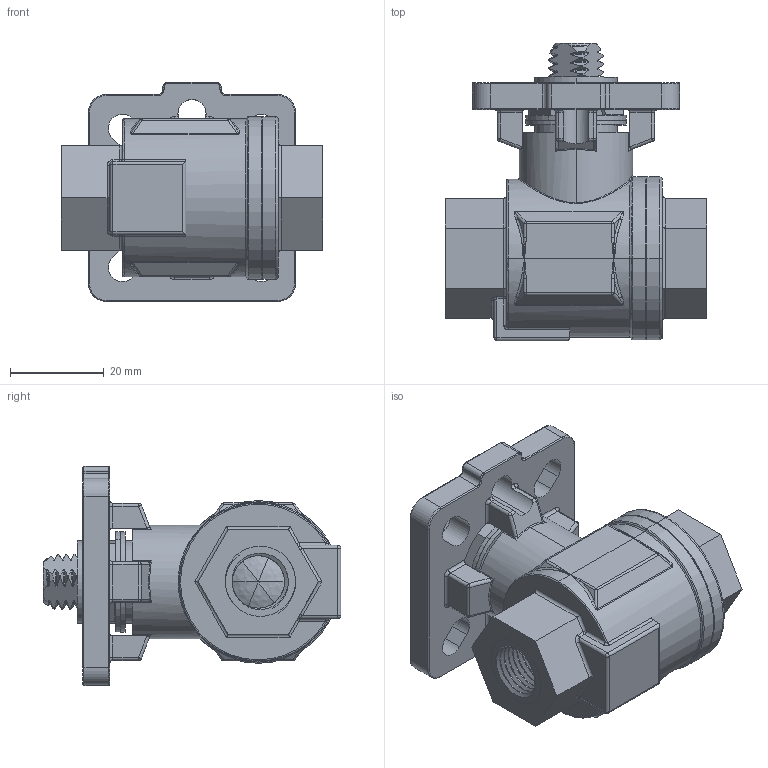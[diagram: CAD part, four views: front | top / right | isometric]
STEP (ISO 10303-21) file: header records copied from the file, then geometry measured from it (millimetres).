
FILE_DESCRIPTION (( 'STEP AP203' ), '1' );
FILE_NAME ('3800-0375-100_Threaded ends no handle.STEP', '2020-12-09T19:55:04', ( '' ), ( '' ), 'SwSTEP 2.0', 'SolidWorks 2019', '' );
FILE_SCHEMA (( 'CONFIG_CONTROL_DESIGN' ));
Products named in the file (1): 3800-0375-100_Threaded ends no handle
Bounding box: 55.88 x 63.53 x 46.74 mm (x, y, z)
Volume: 87482.4 mm3; surface area: 59184.2 mm2
Topology: 22 solids, 22 shells, 1179 faces, 3063 edges, 1836 vertices
Faces by surface type: cylinder 477, bspline 285, plane 232, torus 76, sphere 70, cone 39
Entity records: 108169 total; most frequent: CARTESIAN_POINT 82675, ORIENTED_EDGE 5958, DIRECTION 4693, EDGE_CURVE 2979, AXIS2_PLACEMENT_3D 1851, VERTEX_POINT 1836, EDGE_LOOP 1253, FACE_OUTER_BOUND 1179
